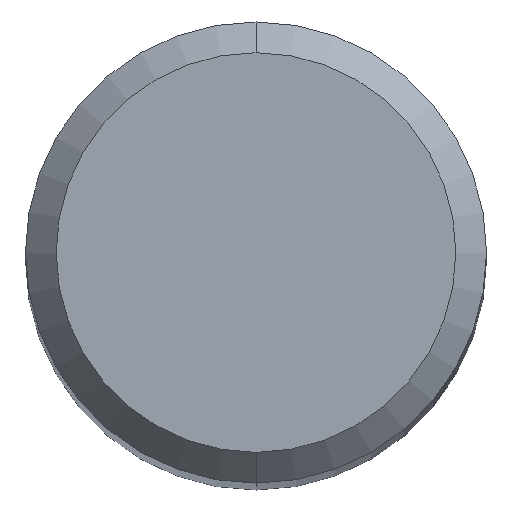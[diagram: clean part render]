
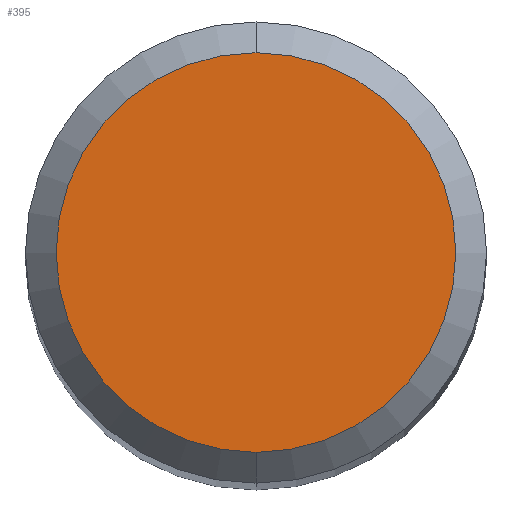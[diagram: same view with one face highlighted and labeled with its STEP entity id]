
A CAD part, top view. The second image highlights one B-rep face of the part: STEP entity #395.
In plain terms, the highlighted planar face has unit normal (0, 0, 1).
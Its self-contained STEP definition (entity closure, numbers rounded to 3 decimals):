
#315=VERTEX_POINT('',#887);
#395=ADVANCED_FACE('',(#977),#978,.T.);
#411=VERTEX_POINT('',#996);
#561=EDGE_CURVE('',#315,#411,#1162,.T.);
#691=EDGE_CURVE('',#411,#315,#1302,.T.);
#887=CARTESIAN_POINT('',(0.0,2.6,0.0));
#977=FACE_OUTER_BOUND('',#3102,.T.);
#978=PLANE('',#3103);
#996=CARTESIAN_POINT('',(0.,-2.6,0.0));
#1162=CIRCLE('',#3554,2.6);
#1302=CIRCLE('',#4625,2.6);
#3102=EDGE_LOOP('',(#5974,#5975));
#3103=AXIS2_PLACEMENT_3D('',#5976,#5977,#5978);
#3554=AXIS2_PLACEMENT_3D('',#6208,#6209,#6210);
#4625=AXIS2_PLACEMENT_3D('',#6335,#6336,#6337);
#5974=ORIENTED_EDGE('',*,*,#561,.F.);
#5975=ORIENTED_EDGE('',*,*,#691,.F.);
#5976=CARTESIAN_POINT('',(0.0,1.3,0.0));
#5977=DIRECTION('',(-0.0,0.0,1.0));
#5978=DIRECTION('',(0.0,-1.0,0.0));
#6208=CARTESIAN_POINT('',(0.0,0.0,0.0));
#6209=DIRECTION('',(0.0,0.0,-1.0));
#6210=DIRECTION('',(0.0,1.0,0.0));
#6335=CARTESIAN_POINT('',(0.0,0.0,0.0));
#6336=DIRECTION('',(0.0,0.0,-1.0));
#6337=DIRECTION('',(0.0,1.0,0.0));
